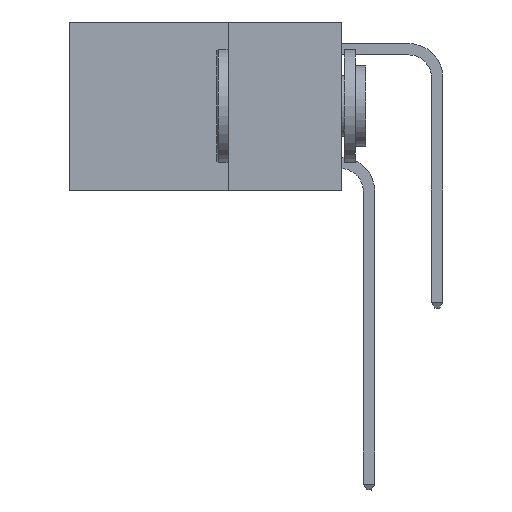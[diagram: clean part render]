
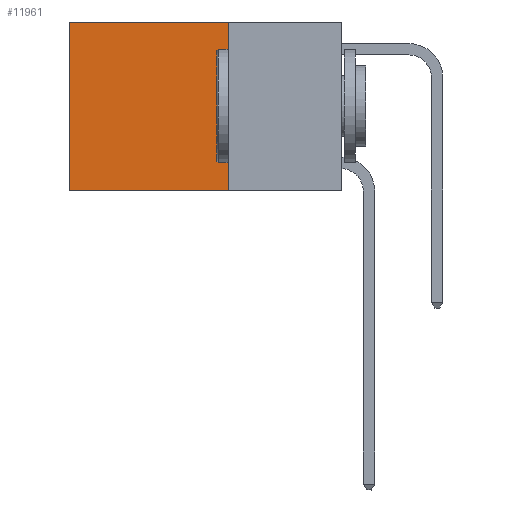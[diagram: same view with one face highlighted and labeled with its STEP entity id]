
A CAD part, left-side view. The second image highlights one B-rep face of the part: STEP entity #11961.
In plain terms, the highlighted planar face has unit normal (-1, 0, 0).
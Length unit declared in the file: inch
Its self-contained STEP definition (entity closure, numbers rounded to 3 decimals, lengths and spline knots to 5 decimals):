
#762 = VERTEX_POINT ( 'NONE', #19569 ) ;
#1104 = VECTOR ( 'NONE', #18836, 39.37008 ) ;
#1937 = VECTOR ( 'NONE', #19135, 39.37008 ) ;
#2367 = VECTOR ( 'NONE', #11332, 39.37008 ) ;
#2711 = LINE ( 'NONE', #3467, #1104 ) ;
#3467 = CARTESIAN_POINT ( 'NONE',  ( 0.2625, 0.6, 0. ) ) ;
#3880 = AXIS2_PLACEMENT_3D ( 'NONE', #32699, #4261, #6826 ) ;
#4261 = DIRECTION ( 'NONE',  ( 1., 0., 0. ) ) ;
#5249 = EDGE_LOOP ( 'NONE', ( #20978, #26106, #19732, #6927 ) ) ;
#5428 = CARTESIAN_POINT ( 'NONE',  ( 0.2625, 0.25, -0.37 ) ) ;
#5625 = EDGE_CURVE ( 'NONE', #8011, #762, #26698, .T. ) ;
#5978 = FACE_OUTER_BOUND ( 'NONE', #5249, .T. ) ;
#6785 = EDGE_CURVE ( 'NONE', #8511, #8011, #17073, .T. ) ;
#6826 = DIRECTION ( 'NONE',  ( 0., 0., -1. ) ) ;
#6927 = ORIENTED_EDGE ( 'NONE', *, *, #16857, .T. ) ;
#7053 = PLANE ( 'NONE',  #3880 ) ;
#7438 = EDGE_CURVE ( 'NONE', #8773, #762, #2711, .T. ) ;
#8011 = VERTEX_POINT ( 'NONE', #17021 ) ;
#8511 = VERTEX_POINT ( 'NONE', #16171 ) ;
#8773 = VERTEX_POINT ( 'NONE', #19545 ) ;
#11332 = DIRECTION ( 'NONE',  ( 0., 0., -1. ) ) ;
#11961 = ADVANCED_FACE ( 'NONE', ( #5978 ), #7053, .F. ) ;
#16171 = CARTESIAN_POINT ( 'NONE',  ( 0.2625, 0.25, 0. ) ) ;
#16547 = CARTESIAN_POINT ( 'NONE',  ( 0.2625, 0.25, 0. ) ) ;
#16678 = CARTESIAN_POINT ( 'NONE',  ( 0.2625, 0.25, 0. ) ) ;
#16857 = EDGE_CURVE ( 'NONE', #8511, #8773, #23002, .T. ) ;
#17021 = CARTESIAN_POINT ( 'NONE',  ( 0.2625, 0.25, -0.37 ) ) ;
#17073 = LINE ( 'NONE', #16547, #2367 ) ;
#18836 = DIRECTION ( 'NONE',  ( 0., 0., -1. ) ) ;
#19135 = DIRECTION ( 'NONE',  ( 0., 1., 0. ) ) ;
#19545 = CARTESIAN_POINT ( 'NONE',  ( 0.2625, 0.6, 0. ) ) ;
#19569 = CARTESIAN_POINT ( 'NONE',  ( 0.2625, 0.6, -0.37 ) ) ;
#19732 = ORIENTED_EDGE ( 'NONE', *, *, #6785, .F. ) ;
#20978 = ORIENTED_EDGE ( 'NONE', *, *, #7438, .T. ) ;
#23002 = LINE ( 'NONE', #16678, #1937 ) ;
#25742 = DIRECTION ( 'NONE',  ( 0., 1., 0. ) ) ;
#26106 = ORIENTED_EDGE ( 'NONE', *, *, #5625, .F. ) ;
#26698 = LINE ( 'NONE', #5428, #29956 ) ;
#29956 = VECTOR ( 'NONE', #25742, 39.37008 ) ;
#32699 = CARTESIAN_POINT ( 'NONE',  ( 0.2625, 0.25, 0. ) ) ;
